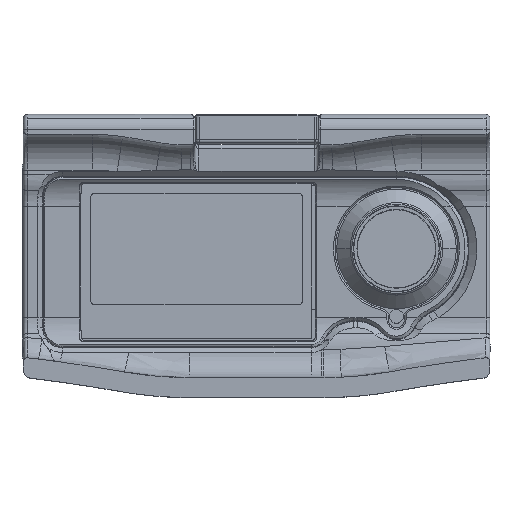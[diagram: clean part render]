
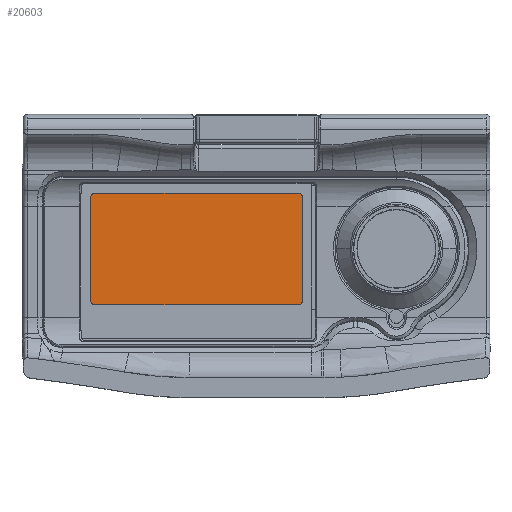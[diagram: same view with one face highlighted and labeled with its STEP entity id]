
A CAD part, top view. The second image highlights one B-rep face of the part: STEP entity #20603.
In plain terms, the highlighted face is planar.
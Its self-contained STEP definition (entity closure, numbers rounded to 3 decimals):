
#140 = AXIS2_PLACEMENT_3D ( 'NONE', #17768, #3985, #13235 ) ;
#184 = VECTOR ( 'NONE', #9643, 1000. ) ;
#207 = EDGE_CURVE ( 'NONE', #10351, #16276, #27808, .T. ) ;
#946 = CIRCLE ( 'NONE', #6267, 1. ) ;
#1034 = VERTEX_POINT ( 'NONE', #19311 ) ;
#1081 = ORIENTED_EDGE ( 'NONE', *, *, #7470, .T. ) ;
#1152 = EDGE_CURVE ( 'NONE', #7204, #1034, #7993, .T. ) ;
#1433 = CARTESIAN_POINT ( 'NONE',  ( 65.1, -30.548, 103.224 ) ) ;
#1563 = FACE_OUTER_BOUND ( 'NONE', #14788, .T. ) ;
#1711 = ORIENTED_EDGE ( 'NONE', *, *, #207, .F. ) ;
#1961 = AXIS2_PLACEMENT_3D ( 'NONE', #16659, #18796, #25935 ) ;
#2018 = DIRECTION ( 'NONE',  ( 0.707, 0., -0.707 ) ) ;
#2021 = AXIS2_PLACEMENT_3D ( 'NONE', #12124, #27919, #2570 ) ;
#2376 = VERTEX_POINT ( 'NONE', #11870 ) ;
#2570 = DIRECTION ( 'NONE',  ( 0.707, 0., 0.707 ) ) ;
#3471 = AXIS2_PLACEMENT_3D ( 'NONE', #21620, #21467, #14780 ) ;
#3885 = VERTEX_POINT ( 'NONE', #19462 ) ;
#3910 = ORIENTED_EDGE ( 'NONE', *, *, #17817, .T. ) ;
#3985 = DIRECTION ( 'NONE',  ( 0., 1., 0. ) ) ;
#4310 = CARTESIAN_POINT ( 'NONE',  ( 51.85, -30.548, 76.224 ) ) ;
#4567 = VERTEX_POINT ( 'NONE', #21789 ) ;
#4668 = LINE ( 'NONE', #13900, #184 ) ;
#5726 = DIRECTION ( 'NONE',  ( 0., -1., 0. ) ) ;
#5847 = DIRECTION ( 'NONE',  ( 1., 0., 0. ) ) ;
#5860 = CARTESIAN_POINT ( 'NONE',  ( 12.1, -30.548, 77.224 ) ) ;
#6267 = AXIS2_PLACEMENT_3D ( 'NONE', #6983, #14091, #16221 ) ;
#6983 = CARTESIAN_POINT ( 'NONE',  ( 13.1, -30.548, 103.224 ) ) ;
#7204 = VERTEX_POINT ( 'NONE', #27484 ) ;
#7300 = ORIENTED_EDGE ( 'NONE', *, *, #21161, .F. ) ;
#7395 = VERTEX_POINT ( 'NONE', #25033 ) ;
#7446 = EDGE_CURVE ( 'NONE', #26025, #7204, #28125, .T. ) ;
#7470 = EDGE_CURVE ( 'NONE', #7395, #16276, #946, .T. ) ;
#7833 = EDGE_CURVE ( 'NONE', #3885, #4567, #8673, .T. ) ;
#7989 = CARTESIAN_POINT ( 'NONE',  ( 64.1, -30.548, 103.224 ) ) ;
#7993 = CIRCLE ( 'NONE', #19138, 1. ) ;
#8069 = CARTESIAN_POINT ( 'NONE',  ( 12.1, -30.548, 103.224 ) ) ;
#8368 = PLANE ( 'NONE',  #140 ) ;
#8673 = LINE ( 'NONE', #12960, #20727 ) ;
#8772 = CIRCLE ( 'NONE', #2021, 1. ) ;
#9182 = DIRECTION ( 'NONE',  ( 0., -1., 0. ) ) ;
#9517 = DIRECTION ( 'NONE',  ( -0.707, 0., -0.707 ) ) ;
#9643 = DIRECTION ( 'NONE',  ( 0., 0., -1. ) ) ;
#10255 = CIRCLE ( 'NONE', #13167, 1. ) ;
#10351 = VERTEX_POINT ( 'NONE', #5860 ) ;
#11397 = CARTESIAN_POINT ( 'NONE',  ( 12.1, -30.548, 83.224 ) ) ;
#11870 = CARTESIAN_POINT ( 'NONE',  ( 64.807, -30.548, 103.931 ) ) ;
#12044 = CARTESIAN_POINT ( 'NONE',  ( 64.1, -30.548, 76.224 ) ) ;
#12089 = DIRECTION ( 'NONE',  ( 0.707, 0., 0.707 ) ) ;
#12124 = CARTESIAN_POINT ( 'NONE',  ( 64.1, -30.548, 103.224 ) ) ;
#12253 = EDGE_CURVE ( 'NONE', #28483, #2376, #8772, .T. ) ;
#12320 = CARTESIAN_POINT ( 'NONE',  ( 12.393, -30.548, 76.516 ) ) ;
#12960 = CARTESIAN_POINT ( 'NONE',  ( 25.35, -30.548, 104.224 ) ) ;
#13167 = AXIS2_PLACEMENT_3D ( 'NONE', #17392, #9182, #20887 ) ;
#13235 = DIRECTION ( 'NONE',  ( 0., 0., -1. ) ) ;
#13900 = CARTESIAN_POINT ( 'NONE',  ( 65.1, -30.548, 97.224 ) ) ;
#14091 = DIRECTION ( 'NONE',  ( 0., -1., 0. ) ) ;
#14102 = CARTESIAN_POINT ( 'NONE',  ( 13.1, -30.548, 76.224 ) ) ;
#14747 = ORIENTED_EDGE ( 'NONE', *, *, #24044, .T. ) ;
#14780 = DIRECTION ( 'NONE',  ( -0.707, 0., -0.707 ) ) ;
#14788 = EDGE_LOOP ( 'NONE', ( #22733, #3910, #7300, #23480, #19201, #21898, #20724, #14747, #29359, #26858, #1081, #1711 ) ) ;
#14811 = AXIS2_PLACEMENT_3D ( 'NONE', #7989, #5726, #12089 ) ;
#15568 = EDGE_CURVE ( 'NONE', #3885, #7395, #10255, .T. ) ;
#15970 = VECTOR ( 'NONE', #25502, 1000. ) ;
#16008 = VERTEX_POINT ( 'NONE', #14102 ) ;
#16221 = DIRECTION ( 'NONE',  ( -0.707, 0., 0.707 ) ) ;
#16276 = VERTEX_POINT ( 'NONE', #8069 ) ;
#16659 = CARTESIAN_POINT ( 'NONE',  ( 64.1, -30.548, 77.224 ) ) ;
#17107 = EDGE_CURVE ( 'NONE', #10351, #23642, #20898, .T. ) ;
#17236 = CIRCLE ( 'NONE', #14811, 1. ) ;
#17392 = CARTESIAN_POINT ( 'NONE',  ( 13.1, -30.548, 103.224 ) ) ;
#17768 = CARTESIAN_POINT ( 'NONE',  ( 38.6, -30.548, 90.224 ) ) ;
#17817 = EDGE_CURVE ( 'NONE', #23642, #16008, #20084, .T. ) ;
#18107 = DIRECTION ( 'NONE',  ( -1., 0., 0. ) ) ;
#18796 = DIRECTION ( 'NONE',  ( 0., -1., 0. ) ) ;
#19138 = AXIS2_PLACEMENT_3D ( 'NONE', #25204, #22511, #2018 ) ;
#19201 = ORIENTED_EDGE ( 'NONE', *, *, #1152, .T. ) ;
#19311 = CARTESIAN_POINT ( 'NONE',  ( 65.1, -30.548, 77.224 ) ) ;
#19462 = CARTESIAN_POINT ( 'NONE',  ( 13.1, -30.548, 104.224 ) ) ;
#19585 = AXIS2_PLACEMENT_3D ( 'NONE', #21068, #23330, #9517 ) ;
#20084 = CIRCLE ( 'NONE', #19585, 1. ) ;
#20603 = ADVANCED_FACE ( 'NONE', ( #1563 ), #8368, .F. ) ;
#20724 = ORIENTED_EDGE ( 'NONE', *, *, #12253, .T. ) ;
#20727 = VECTOR ( 'NONE', #5847, 1000. ) ;
#20887 = DIRECTION ( 'NONE',  ( -0.707, 0., 0.707 ) ) ;
#20898 = CIRCLE ( 'NONE', #3471, 1. ) ;
#21003 = VECTOR ( 'NONE', #18107, 1000. ) ;
#21068 = CARTESIAN_POINT ( 'NONE',  ( 13.1, -30.548, 77.224 ) ) ;
#21161 = EDGE_CURVE ( 'NONE', #26025, #16008, #25089, .T. ) ;
#21467 = DIRECTION ( 'NONE',  ( 0., -1., 0. ) ) ;
#21620 = CARTESIAN_POINT ( 'NONE',  ( 13.1, -30.548, 77.224 ) ) ;
#21789 = CARTESIAN_POINT ( 'NONE',  ( 64.1, -30.548, 104.224 ) ) ;
#21898 = ORIENTED_EDGE ( 'NONE', *, *, #29074, .F. ) ;
#22511 = DIRECTION ( 'NONE',  ( 0., -1., 0. ) ) ;
#22733 = ORIENTED_EDGE ( 'NONE', *, *, #17107, .T. ) ;
#23330 = DIRECTION ( 'NONE',  ( 0., -1., 0. ) ) ;
#23480 = ORIENTED_EDGE ( 'NONE', *, *, #7446, .T. ) ;
#23642 = VERTEX_POINT ( 'NONE', #12320 ) ;
#24044 = EDGE_CURVE ( 'NONE', #2376, #4567, #17236, .T. ) ;
#25033 = CARTESIAN_POINT ( 'NONE',  ( 12.393, -30.548, 103.931 ) ) ;
#25089 = LINE ( 'NONE', #4310, #21003 ) ;
#25204 = CARTESIAN_POINT ( 'NONE',  ( 64.1, -30.548, 77.224 ) ) ;
#25502 = DIRECTION ( 'NONE',  ( 0., 0., 1. ) ) ;
#25935 = DIRECTION ( 'NONE',  ( 0.707, 0., -0.707 ) ) ;
#26025 = VERTEX_POINT ( 'NONE', #12044 ) ;
#26858 = ORIENTED_EDGE ( 'NONE', *, *, #15568, .T. ) ;
#27484 = CARTESIAN_POINT ( 'NONE',  ( 64.807, -30.548, 76.516 ) ) ;
#27808 = LINE ( 'NONE', #11397, #15970 ) ;
#27919 = DIRECTION ( 'NONE',  ( 0., -1., 0. ) ) ;
#28125 = CIRCLE ( 'NONE', #1961, 1. ) ;
#28483 = VERTEX_POINT ( 'NONE', #1433 ) ;
#29074 = EDGE_CURVE ( 'NONE', #28483, #1034, #4668, .T. ) ;
#29359 = ORIENTED_EDGE ( 'NONE', *, *, #7833, .F. ) ;
